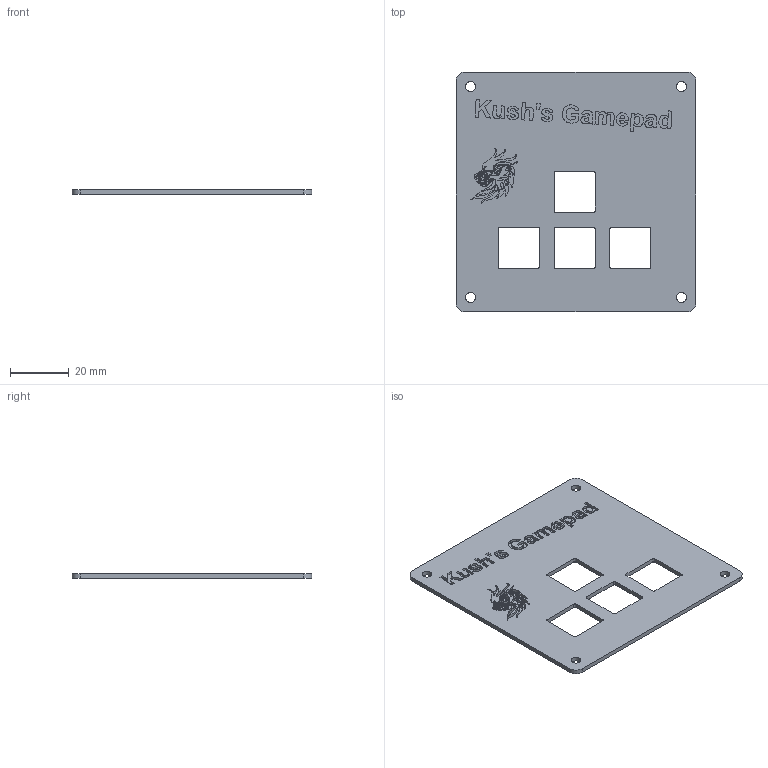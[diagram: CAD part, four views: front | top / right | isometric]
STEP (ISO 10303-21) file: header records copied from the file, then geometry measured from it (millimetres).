
FILE_DESCRIPTION(/* description */ (''),/* implementation_level */ '2;1');
FILE_NAME(/* name */ 'Kush''s Gamepad Design FrontPlate.step',/* time_stamp */ '2025-05-24T15:48:41-04:00',/* author */ (''),/* organization */ (''),/* preprocessor_version */ 'ST-DEVELOPER v20.1',/* originating_system */ 'Autodesk Translation Framework v14.10.0.0',/* authorisation */ '');
FILE_SCHEMA (('AUTOMOTIVE_DESIGN { 1 0 10303 214 3 1 1 }'));
Length unit declared in the file: millimetre
Products named in the file (1): 2025-05-22-20-29-29-273
Bounding box: 81.92 x 81.92 x 1.5 mm (x, y, z)
Volume: 8567.6 mm3; surface area: 13312.9 mm2
Topology: 1 solids, 1 shells, 399 faces, 1077 edges, 718 vertices
Faces by surface type: bspline 237, plane 138, cylinder 24
Full cylindrical faces by diameter (mm): 3.4 x4
Entity records: 19109 total; most frequent: CARTESIAN_POINT 10644, ORIENTED_EDGE 2154, EDGE_CURVE 1077, DIRECTION 977, VERTEX_POINT 718, LINE 555, VECTOR 555, EDGE_LOOP 453
